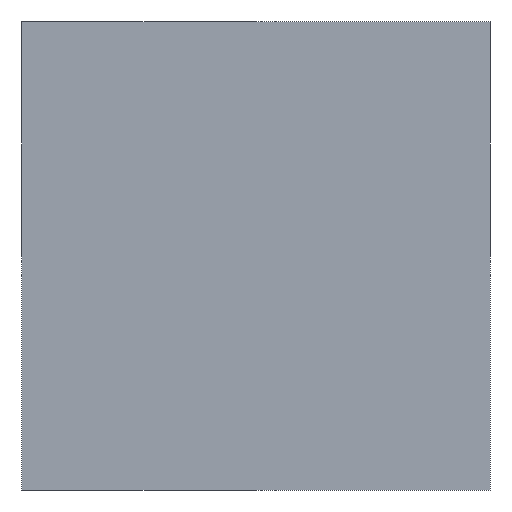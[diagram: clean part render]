
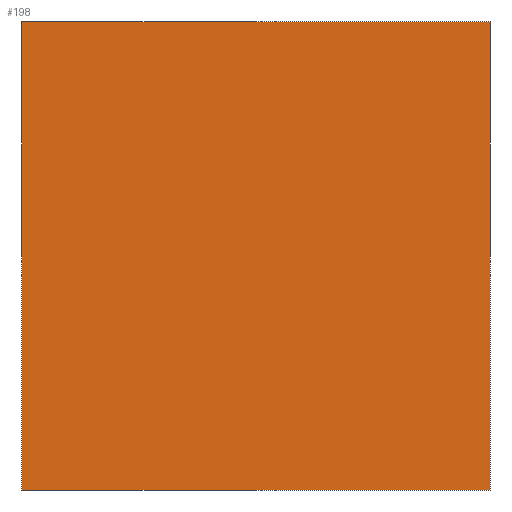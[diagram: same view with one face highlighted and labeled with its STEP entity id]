
A CAD part, front view. The second image highlights one B-rep face of the part: STEP entity #198.
In plain terms, the highlighted planar face has unit normal (0, -1, 0).
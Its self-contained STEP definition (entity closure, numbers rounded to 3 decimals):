
#198=ADVANCED_FACE('',(#286),#287,.F.);
#286=FACE_OUTER_BOUND('',#341,.T.);
#287=PLANE('',#342);
#341=EDGE_LOOP('',(#391,#392,#393,#394));
#342=AXIS2_PLACEMENT_3D('',#395,#396,#397);
#391=ORIENTED_EDGE('',*,*,#401,.F.);
#392=ORIENTED_EDGE('',*,*,#414,.F.);
#393=ORIENTED_EDGE('',*,*,#410,.F.);
#394=ORIENTED_EDGE('',*,*,#406,.F.);
#395=CARTESIAN_POINT('',(0.0,0.0,8.0));
#396=DIRECTION('',(-0.0,1.0,0.0));
#397=DIRECTION('',(1.0,0.0,0.0));
#401=EDGE_CURVE('',#420,#421,#422,.T.);
#406=EDGE_CURVE('',#421,#429,#430,.T.);
#410=EDGE_CURVE('',#429,#435,#436,.T.);
#414=EDGE_CURVE('',#435,#420,#441,.T.);
#420=VERTEX_POINT('',#447);
#421=VERTEX_POINT('',#448);
#422=LINE('',#449,#450);
#429=VERTEX_POINT('',#460);
#430=LINE('',#461,#462);
#435=VERTEX_POINT('',#469);
#436=LINE('',#470,#471);
#441=LINE('',#478,#479);
#447=CARTESIAN_POINT('',(0.0,0.0,0.0));
#448=CARTESIAN_POINT('',(0.0,0.0,8.0));
#449=CARTESIAN_POINT('',(0.0,0.0,0.0));
#450=VECTOR('',#485,1.0);
#460=CARTESIAN_POINT('',(8.0,0.0,8.0));
#461=CARTESIAN_POINT('',(0.0,0.0,8.0));
#462=VECTOR('',#489,1.0);
#469=CARTESIAN_POINT('',(8.0,0.0,0.0));
#470=CARTESIAN_POINT('',(8.0,0.0,8.0));
#471=VECTOR('',#492,1.0);
#478=CARTESIAN_POINT('',(8.0,0.0,0.0));
#479=VECTOR('',#495,1.0);
#485=DIRECTION('',(0.0,0.0,1.0));
#489=DIRECTION('',(1.0,0.0,0.0));
#492=DIRECTION('',(0.0,0.0,-1.0));
#495=DIRECTION('',(-1.0,0.0,0.0));
